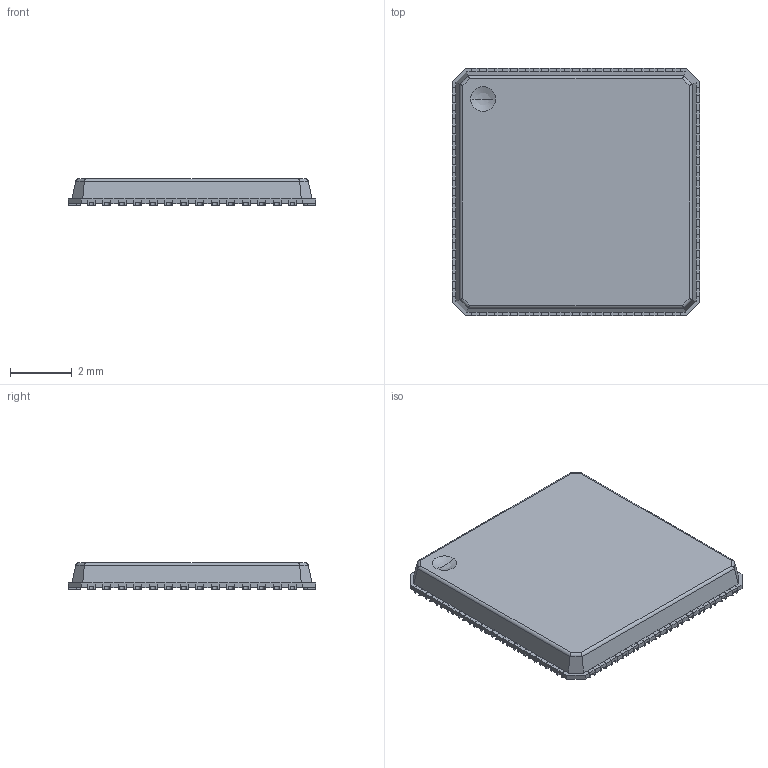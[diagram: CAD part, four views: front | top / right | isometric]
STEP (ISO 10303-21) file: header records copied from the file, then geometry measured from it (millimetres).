
FILE_DESCRIPTION((''),'2;1');
FILE_NAME('RWE0056C_ASM','2018-10-02T10:36:08',('a0412086'),(''),'CREO PARAMETRIC BY PTC INC, 2018020','CREO PARAMETRIC BY PTC INC, 2018020','');
FILE_SCHEMA(('AUTOMOTIVE_DESIGN { 1 0 10303 214 1 1 1 1 }'));
Length unit declared in the file: millimetre
Products named in the file (3): BODY-QFN-PUNCH; FRAME-RWE0056C; RWE0056C_ASM
Assembly tree (2 placements, depth 2):
  RWE0056C_ASM
    BODY-QFN-PUNCH
    FRAME-RWE0056C
Bounding box: 8 x 8 x 0.85 mm (x, y, z)
Volume: 47.2 mm3; surface area: 240.1 mm2
Topology: 58 solids, 58 shells, 943 faces, 2358 edges, 1531 vertices
Faces by surface type: plane 759, cylinder 182, sphere 2
Entity records: 37401 total; most frequent: CARTESIAN_POINT 4917, ORIENTED_EDGE 4712, DIRECTION 4635, PRESENTATION_STYLE_ASSIGNMENT 2695, STYLED_ITEM 2414, CURVE_STYLE 2356, EDGE_CURVE 2356, VECTOR 1996
